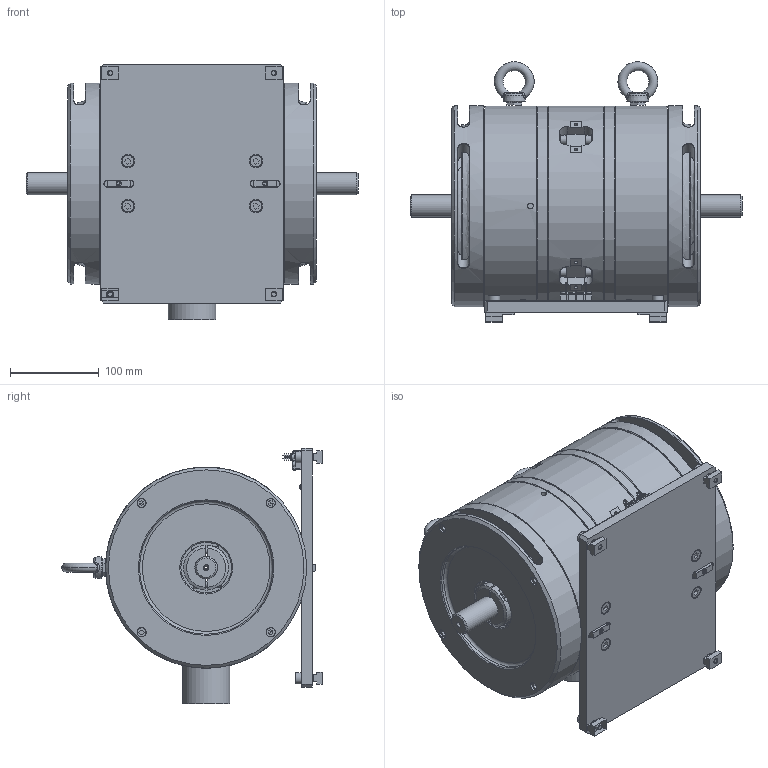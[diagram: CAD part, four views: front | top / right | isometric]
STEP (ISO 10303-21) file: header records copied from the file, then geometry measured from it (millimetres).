
FILE_DESCRIPTION (( 'STEP AP214' ), '1' );
FILE_NAME ('BHB-24_E_EF.STEP', '2023-02-14T19:43:24', ( '' ), ( '' ), 'SwSTEP 2.0', 'SolidWorks 2020', '' );
FILE_SCHEMA (( 'AUTOMOTIVE_DESIGN' ));
Length unit declared in the file: millimetre
Products named in the file (1): BHB-24_E_EF
Bounding box: 375.16 x 293.99 x 288.92 mm (x, y, z)
Surface area: 635449.1 mm2 (no closed solid volume)
Topology: 0 solids, 155 shells, 777 faces, 2560 edges, 1919 vertices
Faces by surface type: plane 500, cylinder 143, bspline 58, cone 49, torus 27
Full cylindrical faces by diameter (mm): 3.175 x2, 4.039 x3, 4.04 x1, 5 x4, 5.5 x4, 5.69 x2, 6 x11, 6.35 x2, 7.239 x2, 9.525 x8, 10 x4, 10.236 x8, 12.36 x2, 13 x9, 15 x4, 24.994 x2, 50.8 x1, 53.975 x1, 57.15 x2, 150.622 x2, 226.06 x3, 227.33 x2
Entity records: 47608 total; most frequent: CARTESIAN_POINT 18176, DIRECTION 4189, ORIENTED_EDGE 3564, EDGE_CURVE 2405, VERTEX_POINT 1891, VECTOR 1473, LINE 1473, AXIS2_PLACEMENT_3D 1358
